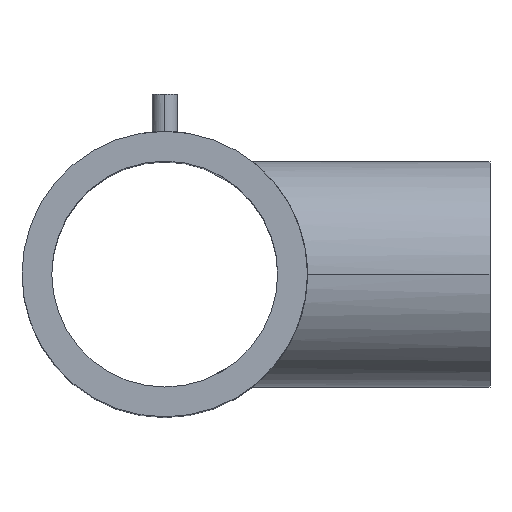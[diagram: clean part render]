
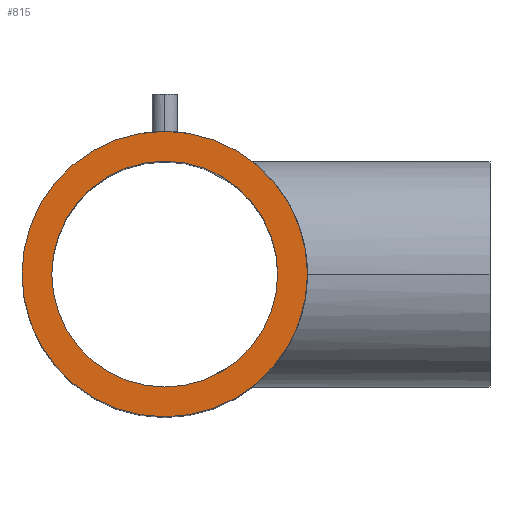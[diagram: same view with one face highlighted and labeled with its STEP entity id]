
A CAD part, top view. The second image highlights one B-rep face of the part: STEP entity #815.
In plain terms, the highlighted planar face has unit normal (0, 0, 1).
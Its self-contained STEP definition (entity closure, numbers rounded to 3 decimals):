
#22 = VERTEX_POINT ( 'NONE', #1156 ) ;
#28 = VERTEX_POINT ( 'NONE', #692 ) ;
#45 = CARTESIAN_POINT ( 'NONE',  ( 0., 0., 134. ) ) ;
#97 = CIRCLE ( 'NONE', #985, 62.5 ) ;
#103 = CARTESIAN_POINT ( 'NONE',  ( 0., 0., 134. ) ) ;
#181 = CARTESIAN_POINT ( 'NONE',  ( -62.5, 0., 134. ) ) ;
#249 = DIRECTION ( 'NONE',  ( 0., 0., 1. ) ) ;
#272 = DIRECTION ( 'NONE',  ( 1., 0., 0. ) ) ;
#298 = EDGE_CURVE ( 'NONE', #22, #966, #741, .T. ) ;
#344 = PLANE ( 'NONE',  #701 ) ;
#462 = DIRECTION ( 'NONE',  ( 1., 0., 0. ) ) ;
#500 = AXIS2_PLACEMENT_3D ( 'NONE', #772, #1322, #272 ) ;
#540 = DIRECTION ( 'NONE',  ( 0., 0., 1. ) ) ;
#563 = DIRECTION ( 'NONE',  ( 0., 0., 1. ) ) ;
#573 = EDGE_CURVE ( 'NONE', #1342, #28, #917, .T. ) ;
#615 = ORIENTED_EDGE ( 'NONE', *, *, #1110, .T. ) ;
#636 = FACE_OUTER_BOUND ( 'NONE', #1172, .T. ) ;
#644 = ORIENTED_EDGE ( 'NONE', *, *, #1074, .F. ) ;
#692 = CARTESIAN_POINT ( 'NONE',  ( 62.5, 0., 134. ) ) ;
#701 = AXIS2_PLACEMENT_3D ( 'NONE', #103, #540, #1043 ) ;
#741 = CIRCLE ( 'NONE', #1027, 79. ) ;
#756 = DIRECTION ( 'NONE',  ( 1., 0., 0. ) ) ;
#772 = CARTESIAN_POINT ( 'NONE',  ( 0., 0., 134. ) ) ;
#815 = ADVANCED_FACE ( 'NONE', ( #636, #1058 ), #344, .T. ) ;
#832 = AXIS2_PLACEMENT_3D ( 'NONE', #45, #249, #882 ) ;
#882 = DIRECTION ( 'NONE',  ( 1., 0., 0. ) ) ;
#917 = CIRCLE ( 'NONE', #500, 62.5 ) ;
#940 = CIRCLE ( 'NONE', #832, 79. ) ;
#956 = CARTESIAN_POINT ( 'NONE',  ( 0., 0., 134. ) ) ;
#966 = VERTEX_POINT ( 'NONE', #1264 ) ;
#985 = AXIS2_PLACEMENT_3D ( 'NONE', #1177, #563, #756 ) ;
#999 = ORIENTED_EDGE ( 'NONE', *, *, #298, .T. ) ;
#1027 = AXIS2_PLACEMENT_3D ( 'NONE', #956, #1102, #462 ) ;
#1043 = DIRECTION ( 'NONE',  ( 1., 0., 0. ) ) ;
#1058 = FACE_BOUND ( 'NONE', #1136, .T. ) ;
#1074 = EDGE_CURVE ( 'NONE', #28, #1342, #97, .T. ) ;
#1102 = DIRECTION ( 'NONE',  ( 0., 0., 1. ) ) ;
#1110 = EDGE_CURVE ( 'NONE', #966, #22, #940, .T. ) ;
#1136 = EDGE_LOOP ( 'NONE', ( #1297, #644 ) ) ;
#1156 = CARTESIAN_POINT ( 'NONE',  ( 79., 0., 134. ) ) ;
#1172 = EDGE_LOOP ( 'NONE', ( #615, #999 ) ) ;
#1177 = CARTESIAN_POINT ( 'NONE',  ( 0., 0., 134. ) ) ;
#1264 = CARTESIAN_POINT ( 'NONE',  ( -79., 0., 134. ) ) ;
#1297 = ORIENTED_EDGE ( 'NONE', *, *, #573, .F. ) ;
#1322 = DIRECTION ( 'NONE',  ( 0., 0., 1. ) ) ;
#1342 = VERTEX_POINT ( 'NONE', #181 ) ;
